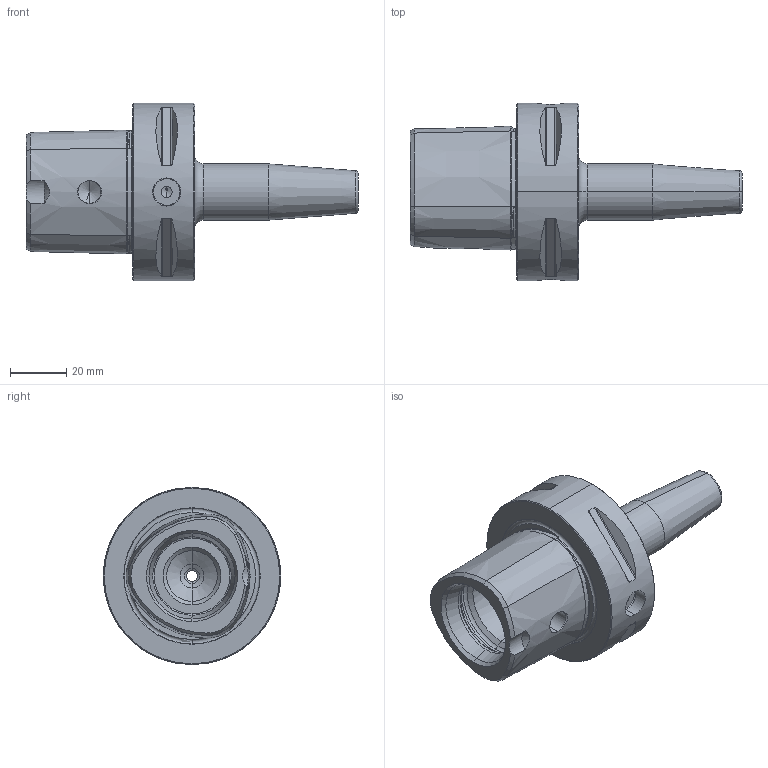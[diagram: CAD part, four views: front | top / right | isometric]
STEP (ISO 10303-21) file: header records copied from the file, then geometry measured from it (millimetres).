
FILE_DESCRIPTION (( 'STEP AP214' ), '1' );
FILE_NAME ('PS6.S04.K01.080.STEP', '2024-08-22T14:12:49', ( '' ), ( '' ), 'SwSTEP 2.0', 'SolidWorks 2022', '' );
FILE_SCHEMA (( 'AUTOMOTIVE_DESIGN' ));
Length unit declared in the file: millimetre
Products named in the file (1): PS6.S04.K01.080
Bounding box: 118 x 63 x 63 mm (x, y, z)
Volume: 108367.6 mm3; surface area: 24729.5 mm2
Topology: 1 solids, 1 shells, 145 faces, 333 edges, 193 vertices
Faces by surface type: cone 57, cylinder 35, torus 32, plane 21
Entity records: 4644 total; most frequent: CARTESIAN_POINT 1378, DIRECTION 704, ORIENTED_EDGE 654, EDGE_CURVE 327, AXIS2_PLACEMENT_3D 301, VERTEX_POINT 193, EDGE_LOOP 158, CIRCLE 155
